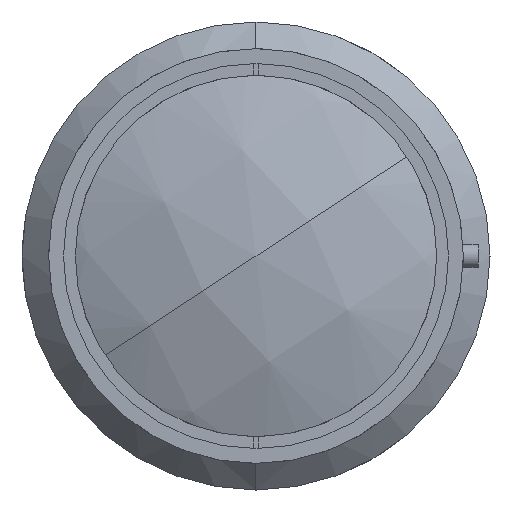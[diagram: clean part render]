
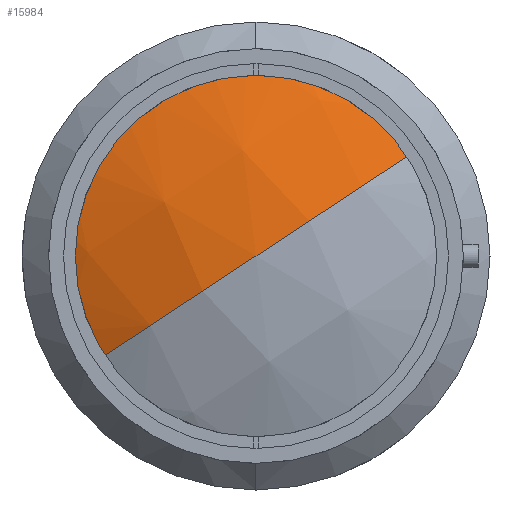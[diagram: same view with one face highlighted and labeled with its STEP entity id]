
A CAD part, left-side view. The second image highlights one B-rep face of the part: STEP entity #15984.
In plain terms, the highlighted spherical face has radius 77.627 mm.
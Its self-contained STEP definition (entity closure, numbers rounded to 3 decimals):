
#390 = SPHERICAL_SURFACE ( 'NONE', #6449, 77.627 ) ;
#783 = DIRECTION ( 'NONE',  ( 0., -0.836, 0.549 ) ) ;
#2200 = CARTESIAN_POINT ( 'NONE',  ( 1., 0., 0. ) ) ;
#2272 = ORIENTED_EDGE ( 'NONE', *, *, #2941, .F. ) ;
#2736 = ORIENTED_EDGE ( 'NONE', *, *, #11539, .T. ) ;
#2941 = EDGE_CURVE ( 'NONE', #9368, #15993, #4471, .T. ) ;
#3590 = CARTESIAN_POINT ( 'NONE',  ( 78.627, 0., 0. ) ) ;
#3720 = FACE_OUTER_BOUND ( 'NONE', #5862, .T. ) ;
#3791 = DIRECTION ( 'NONE',  ( 0., 0.549, 0.836 ) ) ;
#4094 = CIRCLE ( 'NONE', #16093, 31.5 ) ;
#4471 = CIRCLE ( 'NONE', #15058, 77.627 ) ;
#4700 = VERTEX_POINT ( 'NONE', #18038 ) ;
#5195 = DIRECTION ( 'NONE',  ( 0., -0.549, -0.836 ) ) ;
#5698 = EDGE_CURVE ( 'NONE', #4700, #15993, #12902, .T. ) ;
#5862 = EDGE_LOOP ( 'NONE', ( #2736, #13198, #2272 ) ) ;
#6449 = AXIS2_PLACEMENT_3D ( 'NONE', #3590, #15037, #783 ) ;
#6514 = AXIS2_PLACEMENT_3D ( 'NONE', #12350, #3791, #13807 ) ;
#7870 = DIRECTION ( 'NONE',  ( -1., 0., 0. ) ) ;
#8854 = CARTESIAN_POINT ( 'NONE',  ( 7.678, -26.323, 17.302 ) ) ;
#9368 = VERTEX_POINT ( 'NONE', #8854 ) ;
#11539 = EDGE_CURVE ( 'NONE', #9368, #4700, #4094, .T. ) ;
#12350 = CARTESIAN_POINT ( 'NONE',  ( 78.627, 0., 0. ) ) ;
#12902 = CIRCLE ( 'NONE', #6514, 77.627 ) ;
#13198 = ORIENTED_EDGE ( 'NONE', *, *, #5698, .T. ) ;
#13807 = DIRECTION ( 'NONE',  ( 0., -0.836, 0.549 ) ) ;
#13817 = CARTESIAN_POINT ( 'NONE',  ( 78.627, 0., 0. ) ) ;
#15037 = DIRECTION ( 'NONE',  ( 0., 0.549, 0.836 ) ) ;
#15058 = AXIS2_PLACEMENT_3D ( 'NONE', #13817, #5195, #15259 ) ;
#15259 = DIRECTION ( 'NONE',  ( 0., 0.836, -0.549 ) ) ;
#15984 = ADVANCED_FACE ( 'NONE', ( #3720 ), #390, .T. ) ;
#15993 = VERTEX_POINT ( 'NONE', #2200 ) ;
#16093 = AXIS2_PLACEMENT_3D ( 'NONE', #16502, #7870, #17959 ) ;
#16502 = CARTESIAN_POINT ( 'NONE',  ( 7.678, 0., 0. ) ) ;
#17959 = DIRECTION ( 'NONE',  ( 0., 0.549, 0.836 ) ) ;
#18038 = CARTESIAN_POINT ( 'NONE',  ( 7.678, 26.323, -17.302 ) ) ;
